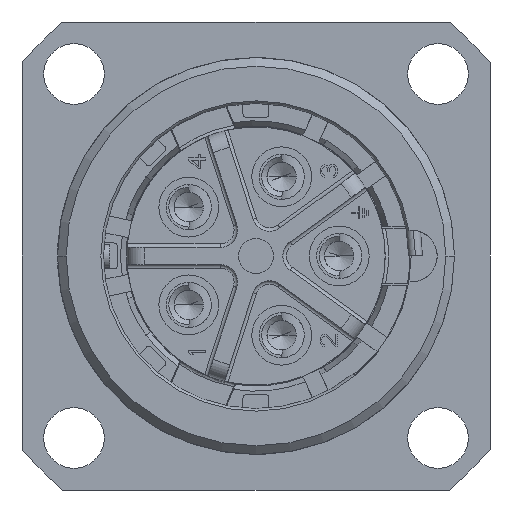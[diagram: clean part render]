
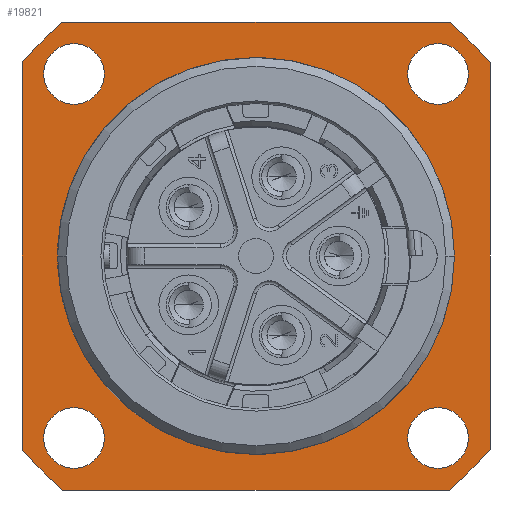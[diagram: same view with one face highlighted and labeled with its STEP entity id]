
A CAD part, left-side view. The second image highlights one B-rep face of the part: STEP entity #19821.
In plain terms, the highlighted planar face has unit normal (-1, 0, 0).
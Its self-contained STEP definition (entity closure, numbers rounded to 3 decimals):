
#5352=CARTESIAN_POINT('',(5.6,0.,0.));
#5353=DIRECTION('',(-1.,0.,0.));
#5354=DIRECTION('',(0.,0.998,-0.061));
#5355=AXIS2_PLACEMENT_3D('',#5352,#5353,#5354);
#5370=DIRECTION('',(0.,1.,0.));
#5371=VECTOR('',#5370,0.19);
#5372=CARTESIAN_POINT('',(5.6,11.239,-0.7));
#5373=LINE('1386',#5372,#5371);
#5387=DIRECTION('',(0.,1.,0.));
#5388=VECTOR('',#5387,0.19);
#5389=CARTESIAN_POINT('',(5.6,11.239,0.7));
#5390=LINE('1385',#5389,#5388);
#5403=DIRECTION('',(0.,0.,1.));
#5404=VECTOR('',#5403,22.271);
#5405=CARTESIAN_POINT('',(5.6,-13.5,-11.136));
#5406=LINE('1232',#5405,#5404);
#5407=CARTESIAN_POINT('',(5.6,0.,0.));
#5408=DIRECTION('',(-1.,0.,0.));
#5409=DIRECTION('',(0.,-0.636,-0.771));
#5410=AXIS2_PLACEMENT_3D('',#5407,#5408,#5409);
#5412=DIRECTION('',(0.,-1.,0.));
#5413=VECTOR('',#5412,22.271);
#5414=CARTESIAN_POINT('',(5.6,11.136,-13.5));
#5415=LINE('1234',#5414,#5413);
#5416=CARTESIAN_POINT('',(5.6,0.,0.));
#5417=DIRECTION('',(-1.,0.,0.));
#5418=DIRECTION('',(0.,0.771,-0.636));
#5419=AXIS2_PLACEMENT_3D('',#5416,#5417,#5418);
#5421=DIRECTION('',(0.,0.,-1.));
#5422=VECTOR('',#5421,22.271);
#5423=CARTESIAN_POINT('',(5.6,13.5,11.136));
#5424=LINE('1236',#5423,#5422);
#5425=CARTESIAN_POINT('',(5.6,0.,0.));
#5426=DIRECTION('',(-1.,0.,0.));
#5427=DIRECTION('',(0.,0.636,0.771));
#5428=AXIS2_PLACEMENT_3D('',#5425,#5426,#5427);
#5430=DIRECTION('',(0.,1.,0.));
#5431=VECTOR('',#5430,22.271);
#5432=CARTESIAN_POINT('',(5.6,-11.136,13.5));
#5433=LINE('1238',#5432,#5431);
#5434=CARTESIAN_POINT('',(5.6,0.,0.));
#5435=DIRECTION('',(-1.,0.,0.));
#5436=DIRECTION('',(0.,-0.771,0.636));
#5437=AXIS2_PLACEMENT_3D('',#5434,#5435,#5436);
#5439=CARTESIAN_POINT('',(5.6,10.5,10.5));
#5440=DIRECTION('',(1.,0.,0.));
#5441=DIRECTION('',(0.,1.,0.));
#5442=AXIS2_PLACEMENT_3D('',#5439,#5440,#5441);
#5444=CARTESIAN_POINT('',(5.6,10.5,10.5));
#5445=DIRECTION('',(1.,0.,0.));
#5446=DIRECTION('',(0.,-1.,0.));
#5447=AXIS2_PLACEMENT_3D('',#5444,#5445,#5446);
#5449=CARTESIAN_POINT('',(5.6,10.5,-10.5));
#5450=DIRECTION('',(1.,0.,0.));
#5451=DIRECTION('',(0.,1.,0.));
#5452=AXIS2_PLACEMENT_3D('',#5449,#5450,#5451);
#5454=CARTESIAN_POINT('',(5.6,10.5,-10.5));
#5455=DIRECTION('',(1.,0.,0.));
#5456=DIRECTION('',(0.,-1.,0.));
#5457=AXIS2_PLACEMENT_3D('',#5454,#5455,#5456);
#5459=CARTESIAN_POINT('',(5.6,-10.5,-10.5));
#5460=DIRECTION('',(1.,0.,0.));
#5461=DIRECTION('',(0.,1.,0.));
#5462=AXIS2_PLACEMENT_3D('',#5459,#5460,#5461);
#5464=CARTESIAN_POINT('',(5.6,-10.5,-10.5));
#5465=DIRECTION('',(1.,0.,0.));
#5466=DIRECTION('',(0.,-1.,0.));
#5467=AXIS2_PLACEMENT_3D('',#5464,#5465,#5466);
#5469=CARTESIAN_POINT('',(5.6,-10.5,10.5));
#5470=DIRECTION('',(1.,0.,0.));
#5471=DIRECTION('',(0.,1.,0.));
#5472=AXIS2_PLACEMENT_3D('',#5469,#5470,#5471);
#5474=CARTESIAN_POINT('',(5.6,-10.5,10.5));
#5475=DIRECTION('',(1.,0.,0.));
#5476=DIRECTION('',(0.,-1.,0.));
#5477=AXIS2_PLACEMENT_3D('',#5474,#5475,#5476);
#5479=DIRECTION('',(0.,0.,-1.));
#5480=VECTOR('',#5479,1.4);
#5481=CARTESIAN_POINT('',(5.6,11.239,0.7));
#5482=LINE('1384',#5481,#5480);
#8671=CARTESIAN_POINT('',(5.6,0.,0.));
#8672=DIRECTION('',(-1.,0.,0.));
#8673=DIRECTION('',(0.,-1.,0.));
#8674=AXIS2_PLACEMENT_3D('',#8671,#8672,#8673);
#8765=CARTESIAN_POINT('',(5.6,-13.5,-11.136));
#8766=CARTESIAN_POINT('',(5.6,-13.5,11.136));
#8767=VERTEX_POINT('',#8765);
#8768=VERTEX_POINT('',#8766);
#8769=CARTESIAN_POINT('',(5.6,-11.136,-13.5));
#8770=VERTEX_POINT('',#8769);
#8771=CARTESIAN_POINT('',(5.6,11.136,-13.5));
#8772=VERTEX_POINT('',#8771);
#8773=CARTESIAN_POINT('',(5.6,13.5,-11.136));
#8774=VERTEX_POINT('',#8773);
#8775=CARTESIAN_POINT('',(5.6,13.5,11.136));
#8776=VERTEX_POINT('',#8775);
#8777=CARTESIAN_POINT('',(5.6,11.136,13.5));
#8778=VERTEX_POINT('',#8777);
#8779=CARTESIAN_POINT('',(5.6,-11.136,13.5));
#8780=VERTEX_POINT('',#8779);
#8789=CARTESIAN_POINT('',(5.6,-11.45,0.));
#8790=VERTEX_POINT('',#8789);
#8795=CARTESIAN_POINT('',(5.6,12.25,10.5));
#8796=CARTESIAN_POINT('',(5.6,8.75,10.5));
#8797=VERTEX_POINT('',#8795);
#8798=VERTEX_POINT('',#8796);
#8803=CARTESIAN_POINT('',(5.6,12.25,-10.5));
#8804=CARTESIAN_POINT('',(5.6,8.75,-10.5));
#8805=VERTEX_POINT('',#8803);
#8806=VERTEX_POINT('',#8804);
#8811=CARTESIAN_POINT('',(5.6,-8.75,-10.5));
#8812=CARTESIAN_POINT('',(5.6,-12.25,-10.5));
#8813=VERTEX_POINT('',#8811);
#8814=VERTEX_POINT('',#8812);
#8819=CARTESIAN_POINT('',(5.6,-8.75,10.5));
#8820=CARTESIAN_POINT('',(5.6,-12.25,10.5));
#8821=VERTEX_POINT('',#8819);
#8822=VERTEX_POINT('',#8820);
#8878=CARTESIAN_POINT('',(5.6,11.429,0.7));
#8880=VERTEX_POINT('',#8878);
#8882=CARTESIAN_POINT('',(5.6,11.429,-0.7));
#8884=VERTEX_POINT('',#8882);
#8926=CARTESIAN_POINT('',(5.6,11.239,0.7));
#8927=CARTESIAN_POINT('',(5.6,11.239,-0.7));
#8928=VERTEX_POINT('',#8926);
#8929=VERTEX_POINT('',#8927);
#19766=CARTESIAN_POINT('',(5.6,0.,0.));
#19767=DIRECTION('',(1.,0.,0.));
#19768=DIRECTION('',(0.,0.,-1.));
#19769=AXIS2_PLACEMENT_3D('',#19766,#19767,#19768);
#19770=PLANE('273',#19769);
#19772=ORIENTED_EDGE('1232',*,*,#19771,.F.);
#19774=ORIENTED_EDGE('1233',*,*,#19773,.F.);
#19776=ORIENTED_EDGE('1234',*,*,#19775,.F.);
#19778=ORIENTED_EDGE('1235',*,*,#19777,.F.);
#19780=ORIENTED_EDGE('1236',*,*,#19779,.F.);
#19782=ORIENTED_EDGE('1237',*,*,#19781,.F.);
#19784=ORIENTED_EDGE('1238',*,*,#19783,.F.);
#19786=ORIENTED_EDGE('1239',*,*,#19785,.F.);
#19787=EDGE_LOOP('273',(#19772,#19774,#19776,#19778,#19780,#19782,#19784,
#19786));
#19788=FACE_OUTER_BOUND('273',#19787,.F.);
#19790=ORIENTED_EDGE('1255',*,*,#19789,.F.);
#19792=ORIENTED_EDGE('1256',*,*,#19791,.F.);
#19793=EDGE_LOOP('273',(#19790,#19792));
#19794=FACE_BOUND('273',#19793,.F.);
#19796=ORIENTED_EDGE('1261',*,*,#19795,.F.);
#19798=ORIENTED_EDGE('1262',*,*,#19797,.F.);
#19799=EDGE_LOOP('273',(#19796,#19798));
#19800=FACE_BOUND('273',#19799,.F.);
#19802=ORIENTED_EDGE('1267',*,*,#19801,.F.);
#19804=ORIENTED_EDGE('1268',*,*,#19803,.F.);
#19805=EDGE_LOOP('273',(#19802,#19804));
#19806=FACE_BOUND('273',#19805,.F.);
#19808=ORIENTED_EDGE('1273',*,*,#19807,.F.);
#19810=ORIENTED_EDGE('1274',*,*,#19809,.F.);
#19811=EDGE_LOOP('273',(#19808,#19810));
#19812=FACE_BOUND('273',#19811,.F.);
#19813=ORIENTED_EDGE('1384',*,*,#19753,.T.);
#19814=ORIENTED_EDGE('1386',*,*,#19684,.T.);
#19815=ORIENTED_EDGE('1331',*,*,#19660,.T.);
#19817=ORIENTED_EDGE('1330',*,*,#19816,.T.);
#19818=ORIENTED_EDGE('1385',*,*,#19728,.F.);
#19819=EDGE_LOOP('273',(#19813,#19814,#19815,#19817,#19818));
#19820=FACE_BOUND('273',#19819,.F.);
#5356=CIRCLE('1331',#5355,11.45);
#5411=CIRCLE('1233',#5410,17.5);
#5420=CIRCLE('1235',#5419,17.5);
#5429=CIRCLE('1237',#5428,17.5);
#5438=CIRCLE('1239',#5437,17.5);
#5443=CIRCLE('1255',#5442,1.75);
#5448=CIRCLE('1256',#5447,1.75);
#5453=CIRCLE('1261',#5452,1.75);
#5458=CIRCLE('1262',#5457,1.75);
#5463=CIRCLE('1267',#5462,1.75);
#5468=CIRCLE('1268',#5467,1.75);
#5473=CIRCLE('1273',#5472,1.75);
#5478=CIRCLE('1274',#5477,1.75);
#8675=CIRCLE('1330',#8674,11.45);
#19660=EDGE_CURVE('1331',#8884,#8790,#5356,.T.);
#19684=EDGE_CURVE('1386',#8929,#8884,#5373,.T.);
#19728=EDGE_CURVE('1385',#8928,#8880,#5390,.T.);
#19753=EDGE_CURVE('1384',#8928,#8929,#5482,.T.);
#19771=EDGE_CURVE('1232',#8767,#8768,#5406,.T.);
#19773=EDGE_CURVE('1233',#8770,#8767,#5411,.T.);
#19775=EDGE_CURVE('1234',#8772,#8770,#5415,.T.);
#19777=EDGE_CURVE('1235',#8774,#8772,#5420,.T.);
#19779=EDGE_CURVE('1236',#8776,#8774,#5424,.T.);
#19781=EDGE_CURVE('1237',#8778,#8776,#5429,.T.);
#19783=EDGE_CURVE('1238',#8780,#8778,#5433,.T.);
#19785=EDGE_CURVE('1239',#8768,#8780,#5438,.T.);
#19789=EDGE_CURVE('1255',#8797,#8798,#5443,.T.);
#19791=EDGE_CURVE('1256',#8798,#8797,#5448,.T.);
#19795=EDGE_CURVE('1261',#8805,#8806,#5453,.T.);
#19797=EDGE_CURVE('1262',#8806,#8805,#5458,.T.);
#19801=EDGE_CURVE('1267',#8813,#8814,#5463,.T.);
#19803=EDGE_CURVE('1268',#8814,#8813,#5468,.T.);
#19807=EDGE_CURVE('1273',#8821,#8822,#5473,.T.);
#19809=EDGE_CURVE('1274',#8822,#8821,#5478,.T.);
#19816=EDGE_CURVE('1330',#8790,#8880,#8675,.T.);
#19821=ADVANCED_FACE('273',(#19788,#19794,#19800,#19806,#19812,#19820),#19770,
.F.);
